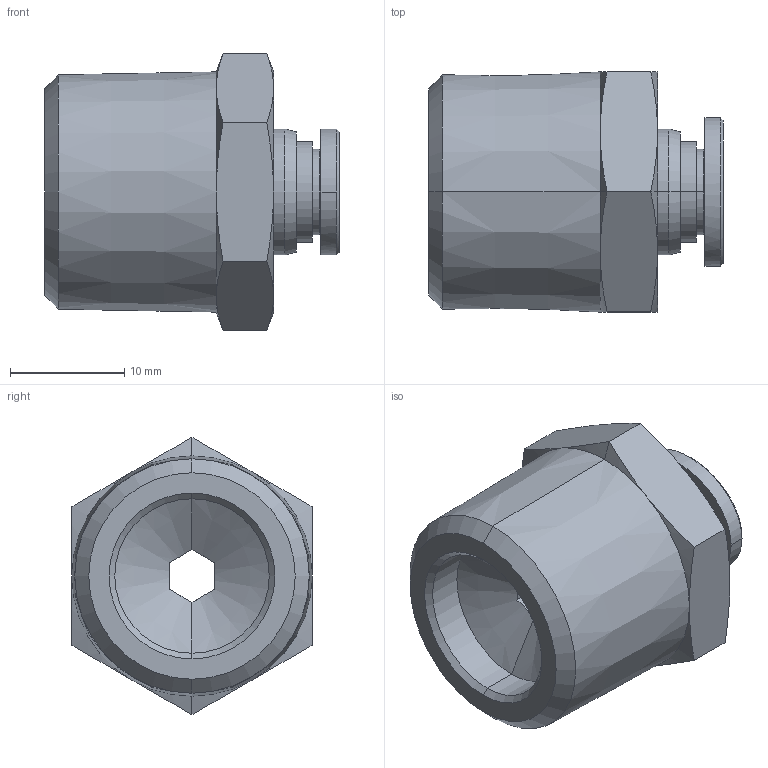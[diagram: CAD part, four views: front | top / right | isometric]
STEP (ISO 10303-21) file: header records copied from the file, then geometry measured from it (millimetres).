
FILE_DESCRIPTION((''),'2;1');
FILE_NAME('GPC 0604(3D).stp','2012-12-20T14:00:58',(''),(''),'Mechanical Desktop.R8.0.24.0','Mechanical Desktop.R8.0.24.0',', , ');
FILE_SCHEMA(('CONFIG_CONTROL_DESIGN'));
Length unit declared in the file: millimetre
Products named in the file (2): GPC 0604(3D); ºÎÇ°1
Assembly tree (1 placements, depth 2):
  GPC 0604(3D)
    ºÎÇ°1
Bounding box: 25.75 x 21 x 24.25 mm (x, y, z)
Volume: 6176.7 mm3; surface area: 2814.3 mm2
Topology: 1 solids, 1 shells, 262 faces, 703 edges, 458 vertices
Faces by surface type: plane 183, bspline 30, cone 28, cylinder 21
Entity records: 8958 total; most frequent: CARTESIAN_POINT 2403, ORIENTED_EDGE 1406, DIRECTION 1253, EDGE_CURVE 703, VECTOR 545, LINE 545, VERTEX_POINT 458, AXIS2_PLACEMENT_3D 354
